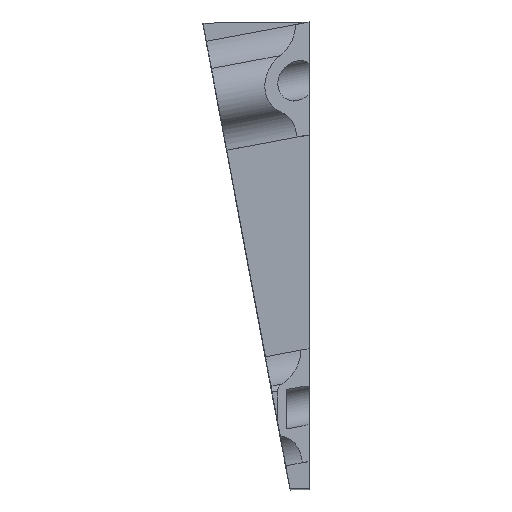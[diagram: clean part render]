
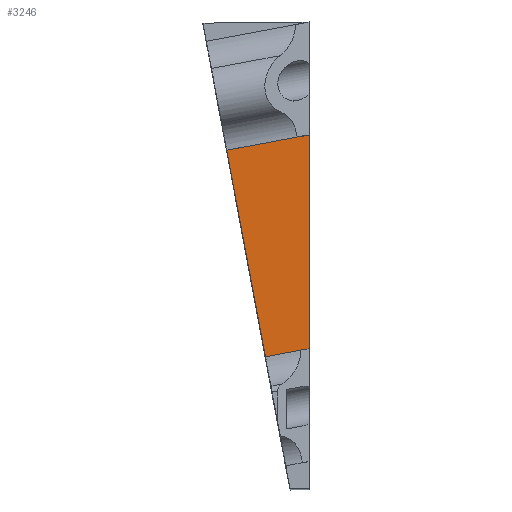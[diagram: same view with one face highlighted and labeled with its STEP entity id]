
A CAD part, top view. The second image highlights one B-rep face of the part: STEP entity #3246.
In plain terms, the highlighted planar face has unit normal (0, 0, 1).
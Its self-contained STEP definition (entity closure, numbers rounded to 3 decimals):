
#332=FACE_OUTER_BOUND('',#505,.T.);
#505=EDGE_LOOP('',(#2630,#2631,#2632,#2633));
#693=LINE('',#5273,#1025);
#742=LINE('',#5441,#1074);
#791=LINE('',#5581,#1123);
#792=LINE('',#5582,#1124);
#1025=VECTOR('',#3721,10.);
#1074=VECTOR('',#3854,10.);
#1123=VECTOR('',#3985,10.);
#1124=VECTOR('',#3986,10.);
#1379=VERTEX_POINT('',#5270);
#1380=VERTEX_POINT('',#5272);
#1450=VERTEX_POINT('',#5438);
#1451=VERTEX_POINT('',#5440);
#1755=EDGE_CURVE('',#1380,#1379,#693,.T.);
#1836=EDGE_CURVE('',#1450,#1451,#742,.T.);
#1904=EDGE_CURVE('',#1379,#1451,#791,.T.);
#1905=EDGE_CURVE('',#1450,#1380,#792,.T.);
#2630=ORIENTED_EDGE('',*,*,#1904,.T.);
#2631=ORIENTED_EDGE('',*,*,#1836,.F.);
#2632=ORIENTED_EDGE('',*,*,#1905,.T.);
#2633=ORIENTED_EDGE('',*,*,#1755,.T.);
#3100=PLANE('',#3446);
#3246=ADVANCED_FACE('',(#332),#3100,.T.);
#3446=AXIS2_PLACEMENT_3D('',#5580,#3983,#3984);
#3721=DIRECTION('',(0.,1.,0.));
#3854=DIRECTION('',(-0.184,0.983,0.));
#3983=DIRECTION('center_axis',(0.,0.,
1.));
#3984=DIRECTION('ref_axis',(1.,0.01,0.));
#3985=DIRECTION('',(-0.983,-0.184,0.));
#3986=DIRECTION('',(0.983,0.184,0.));
#5270=CARTESIAN_POINT('',(-450.464,131.754,745.248));
#5272=CARTESIAN_POINT('',(-450.464,98.788,745.248));
#5273=CARTESIAN_POINT('',(-450.464,149.288,745.248));
#5438=CARTESIAN_POINT('',(-457.189,97.53,745.248));
#5440=CARTESIAN_POINT('',(-463.15,129.38,745.248));
#5441=CARTESIAN_POINT('',(-454.316,82.179,745.248));
#5580=CARTESIAN_POINT('Origin',(-451.537,84.277,745.248));
#5581=CARTESIAN_POINT('',(-461.617,129.667,745.248));
#5582=CARTESIAN_POINT('',(-455.657,97.816,745.248));
